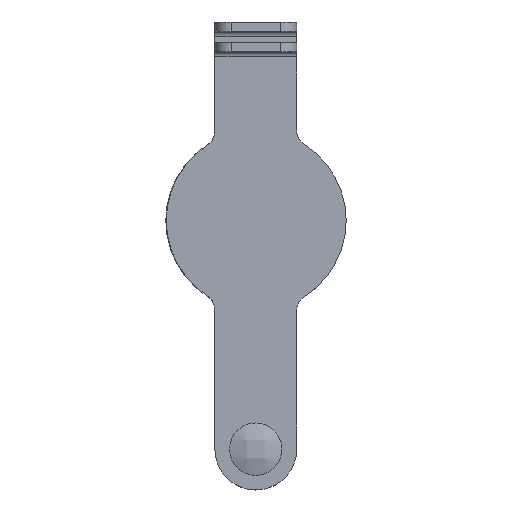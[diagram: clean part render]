
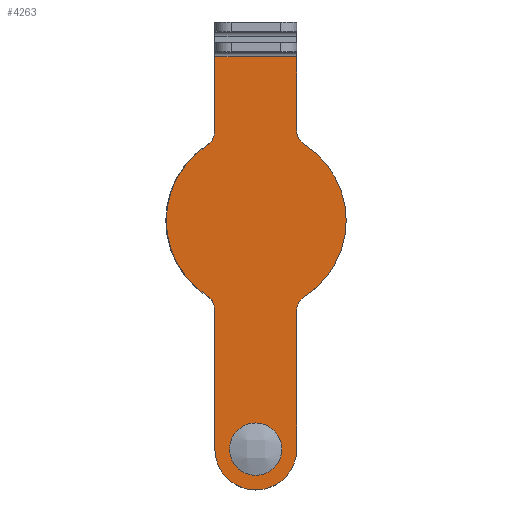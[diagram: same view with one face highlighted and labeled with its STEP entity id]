
A CAD part, top view. The second image highlights one B-rep face of the part: STEP entity #4263.
In plain terms, the highlighted planar face has unit normal (0, 0, 1).
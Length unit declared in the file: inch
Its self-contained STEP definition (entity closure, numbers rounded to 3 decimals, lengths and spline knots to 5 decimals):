
#118 = CARTESIAN_POINT ( 'NONE',  ( -0.0005, -1.74691, 0.283 ) ) ;
#254 = CARTESIAN_POINT ( 'NONE',  ( -0.3125, -0.68229, 0.283 ) ) ;
#319 = EDGE_CURVE ( 'NONE', #845, #4486, #8016, .T. ) ;
#407 = LINE ( 'NONE', #5425, #3736 ) ;
#484 = DIRECTION ( 'NONE',  ( -1., 0., 0. ) ) ;
#547 = VECTOR ( 'NONE', #8615, 39.37008 ) ;
#577 = CARTESIAN_POINT ( 'NONE',  ( -0.102, -1.74691, 0.283 ) ) ;
#613 = CARTESIAN_POINT ( 'NONE',  ( 0.00354, 0.00009, 0.283 ) ) ;
#623 = FACE_BOUND ( 'NONE', #3119, .T. ) ;
#724 = DIRECTION ( 'NONE',  ( 1., 0., 0. ) ) ;
#730 = AXIS2_PLACEMENT_3D ( 'NONE', #6524, #2032, #724 ) ;
#845 = VERTEX_POINT ( 'NONE', #577 ) ;
#874 = VERTEX_POINT ( 'NONE', #8876 ) ;
#891 = EDGE_CURVE ( 'NONE', #4062, #8564, #3064, .T. ) ;
#958 = AXIS2_PLACEMENT_3D ( 'NONE', #2562, #7103, #7037 ) ;
#1025 = EDGE_CURVE ( 'NONE', #2373, #2263, #2919, .T. ) ;
#1066 = EDGE_CURVE ( 'NONE', #3422, #3640, #6572, .T. ) ;
#1141 = CARTESIAN_POINT ( 'NONE',  ( 0.37074, -0.58114, 0.283 ) ) ;
#1149 = AXIS2_PLACEMENT_3D ( 'NONE', #8856, #4349, #9619 ) ;
#1178 = ORIENTED_EDGE ( 'NONE', *, *, #2633, .T. ) ;
#1227 = CARTESIAN_POINT ( 'NONE',  ( -0.0005, -1.74691, 0.283 ) ) ;
#1304 = ORIENTED_EDGE ( 'NONE', *, *, #1025, .T. ) ;
#1383 = EDGE_CURVE ( 'NONE', #2373, #4062, #407, .T. ) ;
#1460 = DIRECTION ( 'NONE',  ( 0., 0., -1. ) ) ;
#1487 = DIRECTION ( 'NONE',  ( 1., 0., 0. ) ) ;
#1553 = CARTESIAN_POINT ( 'NONE',  ( 0.0005, -1.74691, 0.283 ) ) ;
#1580 = AXIS2_PLACEMENT_3D ( 'NONE', #118, #7740, #1740 ) ;
#1616 = ORIENTED_EDGE ( 'NONE', *, *, #6747, .F. ) ;
#1640 = ORIENTED_EDGE ( 'NONE', *, *, #3856, .F. ) ;
#1683 = VERTEX_POINT ( 'NONE', #9414 ) ;
#1708 = LINE ( 'NONE', #6495, #8748 ) ;
#1740 = DIRECTION ( 'NONE',  ( -1., 0., 0. ) ) ;
#1854 = AXIS2_PLACEMENT_3D ( 'NONE', #1996, #7364, #484 ) ;
#1996 = CARTESIAN_POINT ( 'NONE',  ( 0.0005, -1.74691, 0.283 ) ) ;
#1997 = DIRECTION ( 'NONE',  ( 1., 0., 0. ) ) ;
#2032 = DIRECTION ( 'NONE',  ( 0., 0., -1. ) ) ;
#2153 = DIRECTION ( 'NONE',  ( 0., 0., -1. ) ) ;
#2174 = AXIS2_PLACEMENT_3D ( 'NONE', #6082, #1460, #6715 ) ;
#2228 = CARTESIAN_POINT ( 'NONE',  ( -0.36965, 0.57749, 0.283 ) ) ;
#2263 = VERTEX_POINT ( 'NONE', #1141 ) ;
#2271 = CIRCLE ( 'NONE', #3436, 0.312 ) ;
#2373 = VERTEX_POINT ( 'NONE', #4704 ) ;
#2435 = DIRECTION ( 'NONE',  ( 1., 0., 0. ) ) ;
#2508 = CIRCLE ( 'NONE', #3160, 0.6875 ) ;
#2562 = CARTESIAN_POINT ( 'NONE',  ( 0.4375, -0.68681, 0.283 ) ) ;
#2633 = EDGE_CURVE ( 'NONE', #3870, #3640, #6547, .T. ) ;
#2793 = CARTESIAN_POINT ( 'NONE',  ( 0.0005, -2.05891, 0.283 ) ) ;
#2828 = CARTESIAN_POINT ( 'NONE',  ( 0.37074, 0.58131, 0.283 ) ) ;
#2859 = ORIENTED_EDGE ( 'NONE', *, *, #4334, .F. ) ;
#2919 = CIRCLE ( 'NONE', #958, 0.125 ) ;
#3015 = CARTESIAN_POINT ( 'NONE',  ( -0.3125, -0.68229, 0.283 ) ) ;
#3064 = CIRCLE ( 'NONE', #3738, 0.312 ) ;
#3119 = EDGE_LOOP ( 'NONE', ( #9789, #7069 ) ) ;
#3123 = CARTESIAN_POINT ( 'NONE',  ( 0.3125, -1.74691, 0.283 ) ) ;
#3130 = CIRCLE ( 'NONE', #2174, 0.125 ) ;
#3132 = CARTESIAN_POINT ( 'NONE',  ( -0.4375, -0.68229, 0.283 ) ) ;
#3160 = AXIS2_PLACEMENT_3D ( 'NONE', #613, #2153, #5864 ) ;
#3188 = ORIENTED_EDGE ( 'NONE', *, *, #1066, .F. ) ;
#3230 = LINE ( 'NONE', #254, #9232 ) ;
#3336 = AXIS2_PLACEMENT_3D ( 'NONE', #3132, #9141, #2435 ) ;
#3422 = VERTEX_POINT ( 'NONE', #3604 ) ;
#3436 = AXIS2_PLACEMENT_3D ( 'NONE', #1227, #6488, #7221 ) ;
#3446 = ORIENTED_EDGE ( 'NONE', *, *, #8606, .T. ) ;
#3604 = CARTESIAN_POINT ( 'NONE',  ( 0.3125, 1.25109, 0.283 ) ) ;
#3640 = VERTEX_POINT ( 'NONE', #5030 ) ;
#3688 = ORIENTED_EDGE ( 'NONE', *, *, #8207, .F. ) ;
#3708 = CIRCLE ( 'NONE', #1149, 0.6875 ) ;
#3736 = VECTOR ( 'NONE', #5396, 39.37008 ) ;
#3738 = AXIS2_PLACEMENT_3D ( 'NONE', #1553, #7485, #1487 ) ;
#3830 = CARTESIAN_POINT ( 'NONE',  ( 0.0005, 1.25109, 0.283 ) ) ;
#3856 = EDGE_CURVE ( 'NONE', #8564, #8274, #5144, .T. ) ;
#3857 = CARTESIAN_POINT ( 'NONE',  ( 0.101, -1.74691, 0.283 ) ) ;
#3870 = VERTEX_POINT ( 'NONE', #2828 ) ;
#4062 = VERTEX_POINT ( 'NONE', #3123 ) ;
#4263 = ADVANCED_FACE ( 'NONE', ( #9357, #623 ), #6493, .F. ) ;
#4288 = CARTESIAN_POINT ( 'NONE',  ( 0.00354, 0.00009, 0.283 ) ) ;
#4334 = EDGE_CURVE ( 'NONE', #7223, #7929, #3708, .T. ) ;
#4349 = DIRECTION ( 'NONE',  ( 0., 0., -1. ) ) ;
#4486 = VERTEX_POINT ( 'NONE', #3857 ) ;
#4525 = DIRECTION ( 'NONE',  ( 0., 0., -1. ) ) ;
#4552 = DIRECTION ( 'NONE',  ( -1., 0., 0. ) ) ;
#4569 = ORIENTED_EDGE ( 'NONE', *, *, #8945, .F. ) ;
#4572 = CARTESIAN_POINT ( 'NONE',  ( 0.69104, 0.00009, 0.283 ) ) ;
#4582 = DIRECTION ( 'NONE',  ( 1., 0., 0. ) ) ;
#4699 = VERTEX_POINT ( 'NONE', #3015 ) ;
#4704 = CARTESIAN_POINT ( 'NONE',  ( 0.3125, -0.68681, 0.283 ) ) ;
#4939 = AXIS2_PLACEMENT_3D ( 'NONE', #9008, #4525, #4552 ) ;
#5030 = CARTESIAN_POINT ( 'NONE',  ( 0.3125, 0.68699, 0.283 ) ) ;
#5035 = CARTESIAN_POINT ( 'NONE',  ( -0.0005, -2.05891, 0.283 ) ) ;
#5067 = DIRECTION ( 'NONE',  ( 0., 1., 0. ) ) ;
#5144 = LINE ( 'NONE', #8716, #9753 ) ;
#5283 = EDGE_CURVE ( 'NONE', #4486, #845, #8965, .T. ) ;
#5396 = DIRECTION ( 'NONE',  ( 0., -1., 0. ) ) ;
#5425 = CARTESIAN_POINT ( 'NONE',  ( 0.3125, -1.74691, 0.283 ) ) ;
#5864 = DIRECTION ( 'NONE',  ( 1., 0., 0. ) ) ;
#6082 = CARTESIAN_POINT ( 'NONE',  ( -0.4375, 0.68247, 0.283 ) ) ;
#6131 = VERTEX_POINT ( 'NONE', #8917 ) ;
#6248 = EDGE_CURVE ( 'NONE', #7223, #4699, #9622, .T. ) ;
#6268 = VECTOR ( 'NONE', #4582, 39.37008 ) ;
#6297 = DIRECTION ( 'NONE',  ( 0., 1., 0. ) ) ;
#6488 = DIRECTION ( 'NONE',  ( 0., 0., -1. ) ) ;
#6493 = PLANE ( 'NONE',  #1854 ) ;
#6495 = CARTESIAN_POINT ( 'NONE',  ( -0.3125, 1.35909, 0.283 ) ) ;
#6516 = DIRECTION ( 'NONE',  ( -1., 0., 0. ) ) ;
#6524 = CARTESIAN_POINT ( 'NONE',  ( 0.4375, 0.68699, 0.283 ) ) ;
#6547 = CIRCLE ( 'NONE', #730, 0.125 ) ;
#6572 = LINE ( 'NONE', #7002, #547 ) ;
#6715 = DIRECTION ( 'NONE',  ( 1., 0., 0. ) ) ;
#6747 = EDGE_CURVE ( 'NONE', #8274, #874, #2271, .T. ) ;
#6831 = EDGE_CURVE ( 'NONE', #6995, #2263, #2508, .T. ) ;
#6942 = EDGE_LOOP ( 'NONE', ( #8256, #3446, #2859, #7313, #4569, #1616, #1640, #7940, #7554, #1304, #8851, #3688, #1178, #3188, #7285 ) ) ;
#6995 = VERTEX_POINT ( 'NONE', #4572 ) ;
#7002 = CARTESIAN_POINT ( 'NONE',  ( 0.3125, 0.68699, 0.283 ) ) ;
#7037 = DIRECTION ( 'NONE',  ( 1., 0., 0. ) ) ;
#7069 = ORIENTED_EDGE ( 'NONE', *, *, #5283, .T. ) ;
#7103 = DIRECTION ( 'NONE',  ( 0., 0., -1. ) ) ;
#7221 = DIRECTION ( 'NONE',  ( 1., 0., 0. ) ) ;
#7223 = VERTEX_POINT ( 'NONE', #7978 ) ;
#7285 = ORIENTED_EDGE ( 'NONE', *, *, #9346, .F. ) ;
#7313 = ORIENTED_EDGE ( 'NONE', *, *, #6248, .T. ) ;
#7364 = DIRECTION ( 'NONE',  ( 0., 0., -1. ) ) ;
#7423 = AXIS2_PLACEMENT_3D ( 'NONE', #4288, #9526, #1997 ) ;
#7485 = DIRECTION ( 'NONE',  ( 0., 0., -1. ) ) ;
#7554 = ORIENTED_EDGE ( 'NONE', *, *, #1383, .F. ) ;
#7649 = CIRCLE ( 'NONE', #7423, 0.6875 ) ;
#7740 = DIRECTION ( 'NONE',  ( 0., 0., -1. ) ) ;
#7929 = VERTEX_POINT ( 'NONE', #2228 ) ;
#7940 = ORIENTED_EDGE ( 'NONE', *, *, #891, .F. ) ;
#7978 = CARTESIAN_POINT ( 'NONE',  ( -0.36965, -0.57731, 0.283 ) ) ;
#8016 = CIRCLE ( 'NONE', #1580, 0.1015 ) ;
#8207 = EDGE_CURVE ( 'NONE', #3870, #6995, #7649, .T. ) ;
#8256 = ORIENTED_EDGE ( 'NONE', *, *, #9009, .F. ) ;
#8274 = VERTEX_POINT ( 'NONE', #5035 ) ;
#8564 = VERTEX_POINT ( 'NONE', #2793 ) ;
#8606 = EDGE_CURVE ( 'NONE', #6131, #7929, #3130, .T. ) ;
#8615 = DIRECTION ( 'NONE',  ( 0., -1., 0. ) ) ;
#8620 = LINE ( 'NONE', #3830, #6268 ) ;
#8716 = CARTESIAN_POINT ( 'NONE',  ( 0.0005, -2.05891, 0.283 ) ) ;
#8748 = VECTOR ( 'NONE', #5067, 39.37008 ) ;
#8851 = ORIENTED_EDGE ( 'NONE', *, *, #6831, .F. ) ;
#8856 = CARTESIAN_POINT ( 'NONE',  ( 0.00354, 0.00009, 0.283 ) ) ;
#8876 = CARTESIAN_POINT ( 'NONE',  ( -0.3125, -1.74691, 0.283 ) ) ;
#8917 = CARTESIAN_POINT ( 'NONE',  ( -0.3125, 0.68247, 0.283 ) ) ;
#8945 = EDGE_CURVE ( 'NONE', #874, #4699, #3230, .T. ) ;
#8965 = CIRCLE ( 'NONE', #4939, 0.1015 ) ;
#9008 = CARTESIAN_POINT ( 'NONE',  ( -0.0005, -1.74691, 0.283 ) ) ;
#9009 = EDGE_CURVE ( 'NONE', #6131, #1683, #1708, .T. ) ;
#9141 = DIRECTION ( 'NONE',  ( 0., 0., -1. ) ) ;
#9232 = VECTOR ( 'NONE', #6297, 39.37008 ) ;
#9346 = EDGE_CURVE ( 'NONE', #1683, #3422, #8620, .T. ) ;
#9357 = FACE_OUTER_BOUND ( 'NONE', #6942, .T. ) ;
#9414 = CARTESIAN_POINT ( 'NONE',  ( -0.3125, 1.25109, 0.283 ) ) ;
#9526 = DIRECTION ( 'NONE',  ( 0., 0., -1. ) ) ;
#9619 = DIRECTION ( 'NONE',  ( 1., 0., 0. ) ) ;
#9622 = CIRCLE ( 'NONE', #3336, 0.125 ) ;
#9753 = VECTOR ( 'NONE', #6516, 39.37008 ) ;
#9789 = ORIENTED_EDGE ( 'NONE', *, *, #319, .T. ) ;
